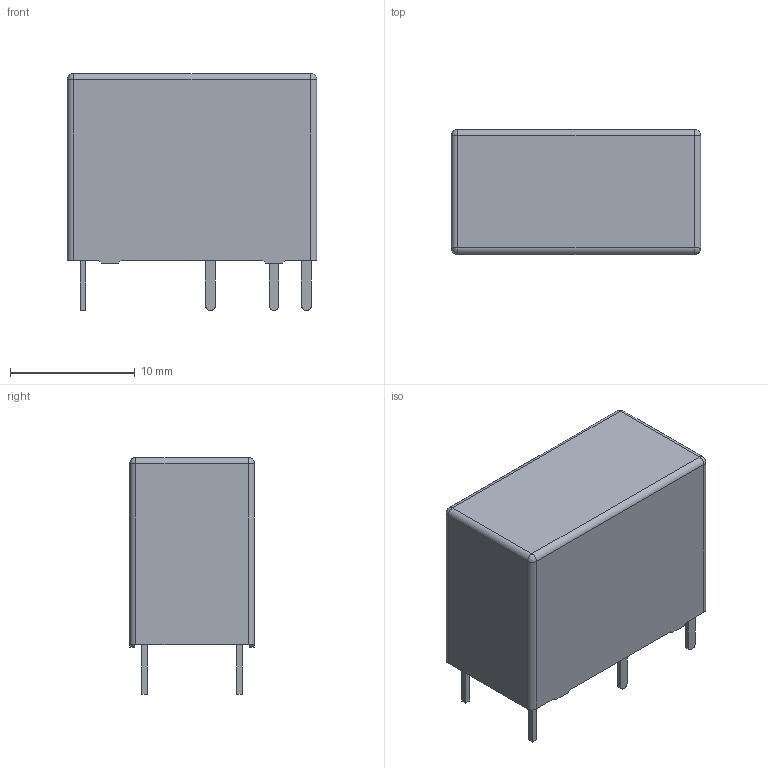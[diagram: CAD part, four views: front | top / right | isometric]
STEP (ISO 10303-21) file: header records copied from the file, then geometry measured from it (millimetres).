
FILE_DESCRIPTION (( 'STEP AP214' ), '1' );
FILE_NAME ('RELAY-TH_5P-L20.0-W10.0-P7.60.step', '2022-07-09T12:52:18', ( '' ), ( '' ), 'SwSTEP 2.0', 'SolidWorks 2020', '' );
FILE_SCHEMA (( 'AUTOMOTIVE_DESIGN' ));
Length unit declared in the file: millimetre
Products named in the file (1): RELAY-TH_5P-L20.0-W10.0-P7.60
Bounding box: 20 x 10.01 x 19 mm (x, y, z)
Volume: 2998.6 mm3; surface area: 1317.5 mm2
Topology: 1 solids, 1 shells, 345 faces, 928 edges, 612 vertices
Faces by surface type: plane 215, bspline 112, cylinder 14, sphere 4
Entity records: 14756 total; most frequent: CARTESIAN_POINT 3986, ORIENTED_EDGE 1848, DIRECTION 1192, EDGE_CURVE 924, VECTOR 668, LINE 668, VERTEX_POINT 612, EDGE_LOOP 376
